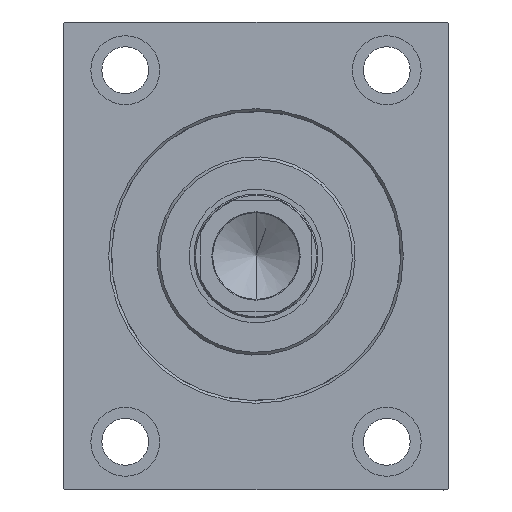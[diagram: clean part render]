
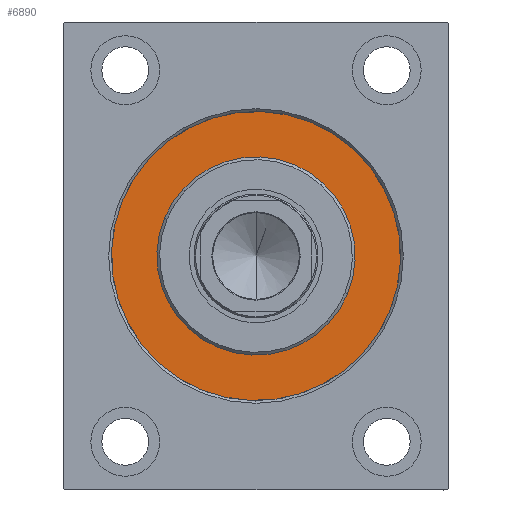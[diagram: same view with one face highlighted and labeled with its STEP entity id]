
A CAD part, left-side view. The second image highlights one B-rep face of the part: STEP entity #6890.
In plain terms, the highlighted face is planar.
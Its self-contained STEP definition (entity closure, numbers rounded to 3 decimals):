
#475 = DIRECTION ( 'NONE',  ( -1., 0., 0. ) ) ;
#1359 = DIRECTION ( 'NONE',  ( 0., 0., 1. ) ) ;
#3970 = AXIS2_PLACEMENT_3D ( 'NONE', #29209, #22462, #1359 ) ;
#5411 = DIRECTION ( 'NONE',  ( 0., 0., -1. ) ) ;
#6813 = AXIS2_PLACEMENT_3D ( 'NONE', #36228, #18690, #5411 ) ;
#6890 = ADVANCED_FACE ( 'NONE', ( #25177, #29428 ), #25822, .F. ) ;
#6940 = AXIS2_PLACEMENT_3D ( 'NONE', #7189, #34627, #28295 ) ;
#7189 = CARTESIAN_POINT ( 'NONE',  ( 0., 0., 0. ) ) ;
#7325 = CIRCLE ( 'NONE', #11636, 52.5 ) ;
#8400 = CIRCLE ( 'NONE', #6940, 52.5 ) ;
#9954 = EDGE_CURVE ( 'NONE', #34820, #21158, #8400, .T. ) ;
#11318 = CARTESIAN_POINT ( 'NONE',  ( 0., 0., -36. ) ) ;
#11636 = AXIS2_PLACEMENT_3D ( 'NONE', #42315, #475, #25193 ) ;
#14305 = DIRECTION ( 'NONE',  ( 0., 0., -1. ) ) ;
#17986 = EDGE_LOOP ( 'NONE', ( #19318, #34231 ) ) ;
#18659 = CARTESIAN_POINT ( 'NONE',  ( 0., 0., -52.5 ) ) ;
#18690 = DIRECTION ( 'NONE',  ( 1., 0., 0. ) ) ;
#19318 = ORIENTED_EDGE ( 'NONE', *, *, #9954, .F. ) ;
#20828 = DIRECTION ( 'NONE',  ( 1., 0., 0. ) ) ;
#21158 = VERTEX_POINT ( 'NONE', #32294 ) ;
#22462 = DIRECTION ( 'NONE',  ( -1., 0., 0. ) ) ;
#22770 = ORIENTED_EDGE ( 'NONE', *, *, #38472, .F. ) ;
#25177 = FACE_BOUND ( 'NONE', #26084, .T. ) ;
#25193 = DIRECTION ( 'NONE',  ( 0., 0., 1. ) ) ;
#25822 = PLANE ( 'NONE',  #3970 ) ;
#26084 = EDGE_LOOP ( 'NONE', ( #29958, #22770 ) ) ;
#27789 = CARTESIAN_POINT ( 'NONE',  ( 0., 0., 0. ) ) ;
#27981 = VERTEX_POINT ( 'NONE', #11318 ) ;
#28295 = DIRECTION ( 'NONE',  ( 0., 0., 1. ) ) ;
#28511 = AXIS2_PLACEMENT_3D ( 'NONE', #27789, #20828, #14305 ) ;
#29209 = CARTESIAN_POINT ( 'NONE',  ( 0., 0., 0. ) ) ;
#29222 = EDGE_CURVE ( 'NONE', #21158, #34820, #7325, .T. ) ;
#29428 = FACE_OUTER_BOUND ( 'NONE', #17986, .T. ) ;
#29958 = ORIENTED_EDGE ( 'NONE', *, *, #44379, .F. ) ;
#32294 = CARTESIAN_POINT ( 'NONE',  ( 0., 0., 52.5 ) ) ;
#33453 = VERTEX_POINT ( 'NONE', #42370 ) ;
#34231 = ORIENTED_EDGE ( 'NONE', *, *, #29222, .F. ) ;
#34627 = DIRECTION ( 'NONE',  ( -1., 0., 0. ) ) ;
#34820 = VERTEX_POINT ( 'NONE', #18659 ) ;
#36228 = CARTESIAN_POINT ( 'NONE',  ( 0., 0., 0. ) ) ;
#38472 = EDGE_CURVE ( 'NONE', #27981, #33453, #41302, .T. ) ;
#40012 = CIRCLE ( 'NONE', #28511, 36. ) ;
#41302 = CIRCLE ( 'NONE', #6813, 36. ) ;
#42315 = CARTESIAN_POINT ( 'NONE',  ( 0., 0., 0. ) ) ;
#42370 = CARTESIAN_POINT ( 'NONE',  ( 0., 0., 36. ) ) ;
#44379 = EDGE_CURVE ( 'NONE', #33453, #27981, #40012, .T. ) ;
